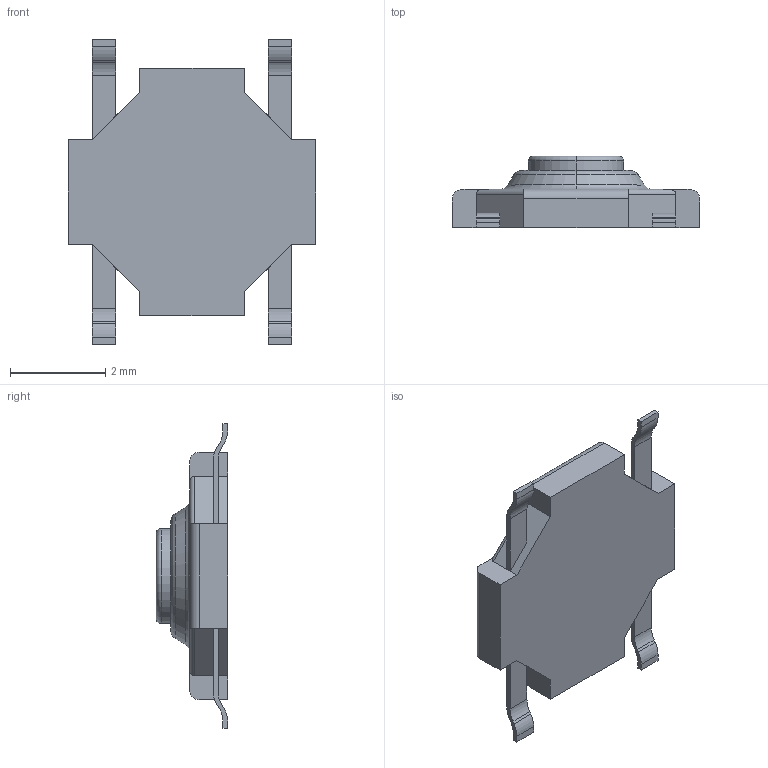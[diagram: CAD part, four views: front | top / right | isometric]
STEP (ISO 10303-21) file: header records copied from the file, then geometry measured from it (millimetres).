
FILE_DESCRIPTION (( 'STEP AP214' ), '1' );
FILE_NAME ('User Library-IT-1187.STEP', '2017-03-26T13:13:15', ( 'Windows User' ), ( '' ), 'SwSTEP 2.0', 'SolidWorks 2017', '' );
FILE_SCHEMA (( 'AUTOMOTIVE_DESIGN' ));
Length unit declared in the file: millimetre
Products named in the file (1): User Library-IT-1187
Bounding box: 5.2 x 1.5 x 6.4 mm (x, y, z)
Volume: 19.6 mm3; surface area: 66 mm2
Topology: 1 solids, 1 shells, 90 faces, 244 edges, 158 vertices
Faces by surface type: plane 56, cylinder 26, torus 6, cone 2
Entity records: 3829 total; most frequent: CARTESIAN_POINT 517, ORIENTED_EDGE 488, DIRECTION 478, EDGE_CURVE 244, LINE 176, VECTOR 176, VERTEX_POINT 158, AXIS2_PLACEMENT_3D 151
